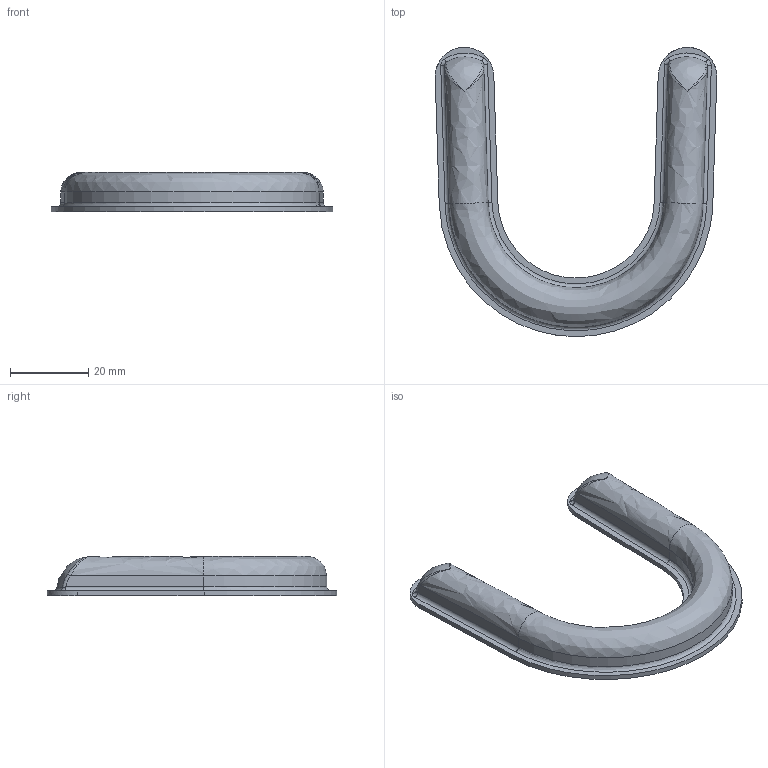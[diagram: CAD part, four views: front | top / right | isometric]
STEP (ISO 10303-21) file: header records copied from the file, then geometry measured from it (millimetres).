
FILE_DESCRIPTION((''),'2;1');
FILE_NAME('','2005-12-16T13:26:21',(''),(''),'','CADfix','');
FILE_SCHEMA(('AUTOMOTIVE_DESIGN'));
Length unit declared in the file: millimetre
Products named in the file (1): holder
Bounding box: 72.02 x 74 x 10 mm (x, y, z)
Volume: 5562.5 mm3; surface area: 9405.8 mm2
Topology: 1 solids, 1 shells, 72 faces, 168 edges, 92 vertices
Faces by surface type: bspline 72
Entity records: 3585 total; most frequent: CARTESIAN_POINT 2671, ORIENTED_EDGE 320, EDGE_CURVE 160, VERTEX_POINT 92, EDGE_LOOP 74, FACE_OUTER_BOUND 72, ADVANCED_FACE 72, QUASI_UNIFORM_CURVE 48
